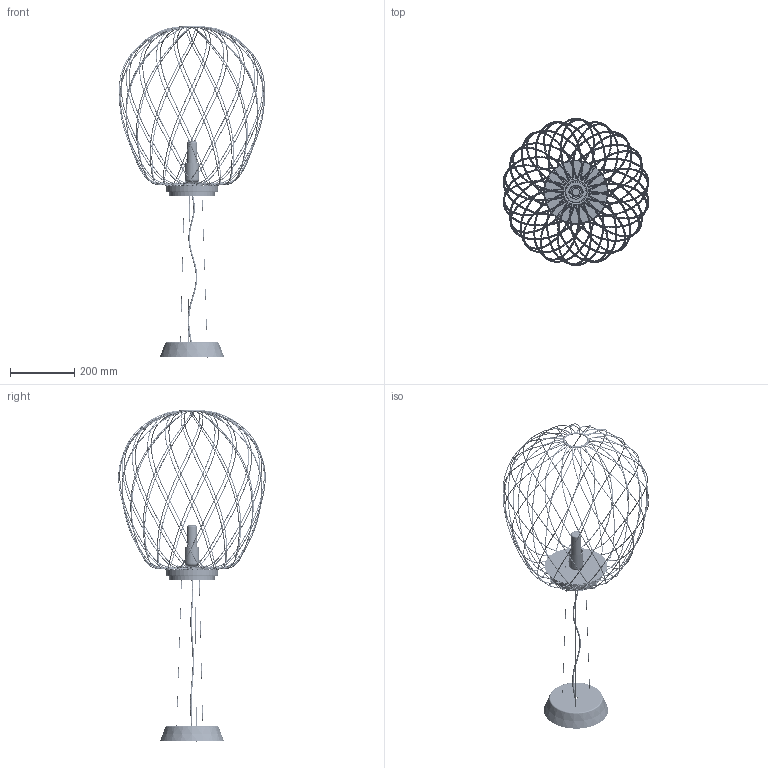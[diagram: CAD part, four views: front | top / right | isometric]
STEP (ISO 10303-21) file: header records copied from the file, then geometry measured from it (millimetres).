
FILE_DESCRIPTION(/* description */ (''),/* implementation_level */ '2;1');
FILE_NAME(/* name */ 'F433990xxxxxNE.stp',/* time_stamp */ '2020-01-21T13:56:09+01:00',/* author */ ('sghezzi'),/* organization */ (''),/* preprocessor_version */ 'ST-DEVELOPER v17.2',/* originating_system */ 'Autodesk Inventor 2019',/* authorisation */ '');
FILE_SCHEMA (('AUTOMOTIVE_DESIGN { 1 0 10303 214 3 1 1 }'));
Products named in the file (13): Assieme NUOVO SOSPENSIONE GRANDE; Fondello sosp. grande; filo 3D; Flangia Pinecone Tavolo; Paretina superiore; 070011853_BICCHIERINO_E27; LAMPADINA ALOGENA 150W E27; Parte elettrificata tavolo; MONTATURA PINECONE_3CAVI; Cavetto_acciaio; CAVO_SOSP_BIANCA_D490; CAVO_ACC_SOSP_BIANCA_D490; 007365503
Assembly tree (15 placements, depth 3):
  Assieme NUOVO SOSPENSIONE GRANDE
    Fondello sosp. grande
    filo 3D
    Flangia Pinecone Tavolo  x2
    Paretina superiore
    070011853_BICCHIERINO_E27
    LAMPADINA ALOGENA 150W E27
    Parte elettrificata tavolo
    MONTATURA PINECONE_3CAVI
      Cavetto_acciaio
      CAVO_SOSP_BIANCA_D490
      CAVO_ACC_SOSP_BIANCA_D490  x3
      007365503
Bounding box: 452.7 x 457.9 x 1030.93 mm (x, y, z)
Volume: 524390.3 mm3; surface area: 547287.4 mm2
Topology: 14 solids, 14 shells, 162 faces, 454 edges, 330 vertices
Faces by surface type: cylinder 57, plane 44, bspline 38, cone 13, torus 9, sphere 1
Full cylindrical faces by diameter (mm): 1 x1, 1.2 x3, 2 x5, 3 x3, 4 x12, 4.2 x6, 4.5 x6, 10 x1, 10.5 x1, 26 x1, 30 x1, 32 x1, 43 x1, 44 x1, 63 x1, 67 x1, 68 x1, 80 x1, 120 x1, 140 x1, 158 x1, 162 x1
Entity records: 36557 total; most frequent: CARTESIAN_POINT 32020, ORIENTED_EDGE 818, DIRECTION 686, EDGE_CURVE 409, EDGE_LOOP 392, AXIS2_PLACEMENT_3D 307, VERTEX_POINT 297, FACE_BOUND 251
